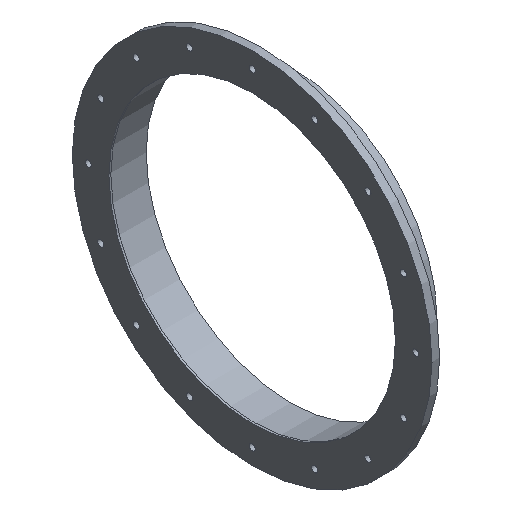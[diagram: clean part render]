
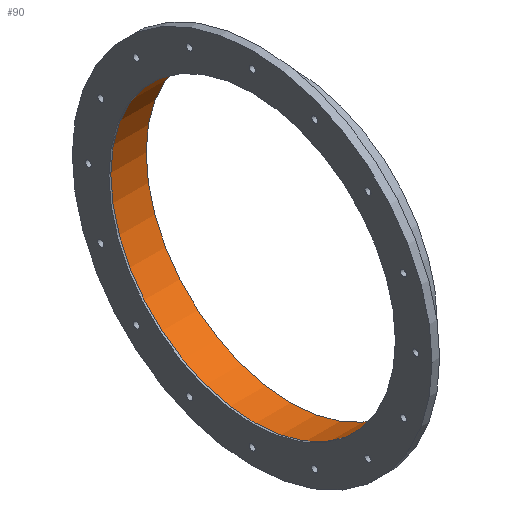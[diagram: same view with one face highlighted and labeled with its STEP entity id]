
A CAD part, isometric view. The second image highlights one B-rep face of the part: STEP entity #90.
In plain terms, the highlighted cylindrical face has radius 225 mm (diameter 450 mm), a full revolution.
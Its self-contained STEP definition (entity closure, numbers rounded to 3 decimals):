
#90 = ADVANCED_FACE( '', ( #213, #214 ), #215, .F. );
#213 = FACE_OUTER_BOUND( '', #348, .T. );
#214 = FACE_OUTER_BOUND( '', #349, .T. );
#215 = CYLINDRICAL_SURFACE( '', #350, 225. );
#348 = EDGE_LOOP( '', ( #519 ) );
#349 = EDGE_LOOP( '', ( #520 ) );
#350 = AXIS2_PLACEMENT_3D( '', #521, #522, #523 );
#519 = ORIENTED_EDGE( '', *, *, #607, .T. );
#520 = ORIENTED_EDGE( '', *, *, #586, .F. );
#521 = CARTESIAN_POINT( '', ( 60., 0., 0. ) );
#522 = DIRECTION( '', ( -1., 0., 0. ) );
#523 = DIRECTION( '', ( 0., 0., -1. ) );
#586 = EDGE_CURVE( '', #672, #672, #673, .T. );
#607 = EDGE_CURVE( '', #707, #707, #708, .T. );
#672 = VERTEX_POINT( '', #776 );
#673 = CIRCLE( '', #777, 225. );
#707 = VERTEX_POINT( '', #811 );
#708 = CIRCLE( '', #812, 225. );
#776 = CARTESIAN_POINT( '', ( 3., 0., -225. ) );
#777 = AXIS2_PLACEMENT_3D( '', #890, #891, #892 );
#811 = CARTESIAN_POINT( '', ( 60., 0., -225. ) );
#812 = AXIS2_PLACEMENT_3D( '', #932, #933, #934 );
#890 = CARTESIAN_POINT( '', ( 3., 0., 0. ) );
#891 = DIRECTION( '', ( 1., 0., 0. ) );
#892 = DIRECTION( '', ( 0., 0., -1. ) );
#932 = CARTESIAN_POINT( '', ( 60., 0., 0. ) );
#933 = DIRECTION( '', ( 1., 0., 0. ) );
#934 = DIRECTION( '', ( 0., 0., -1. ) );
